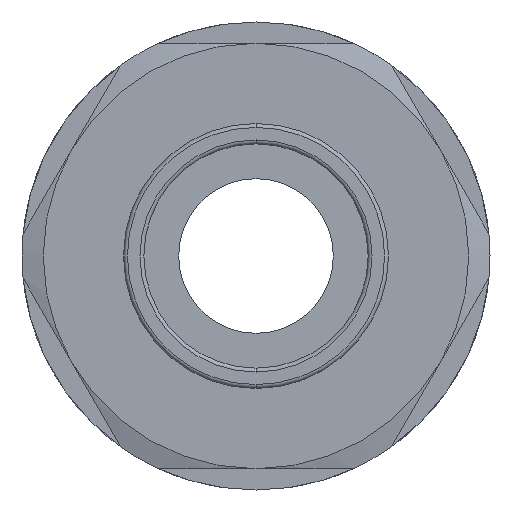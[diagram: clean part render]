
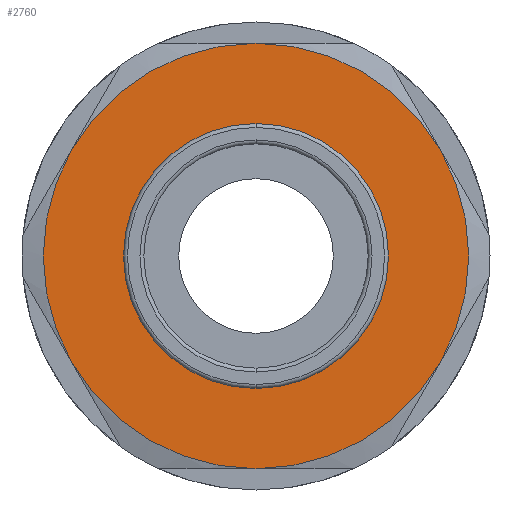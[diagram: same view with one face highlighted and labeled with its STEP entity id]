
A CAD part, front view. The second image highlights one B-rep face of the part: STEP entity #2760.
In plain terms, the highlighted planar face has unit normal (0, -1, 0).
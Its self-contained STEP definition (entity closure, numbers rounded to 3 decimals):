
#183 = EDGE_CURVE ( 'NONE', #11845, #13241, #3497, .T. ) ;
#371 = DIRECTION ( 'NONE',  ( 0., 0., 1. ) ) ;
#526 = DIRECTION ( 'NONE',  ( 0., 1., 0. ) ) ;
#806 = CARTESIAN_POINT ( 'NONE',  ( 0., -16., 6.85 ) ) ;
#814 = CARTESIAN_POINT ( 'NONE',  ( 0., -16., 11. ) ) ;
#840 = CIRCLE ( 'NONE', #2295, 11. ) ;
#1355 = CARTESIAN_POINT ( 'NONE',  ( 0., -16., 0. ) ) ;
#1479 = ORIENTED_EDGE ( 'NONE', *, *, #1948, .F. ) ;
#1948 = EDGE_CURVE ( 'NONE', #4793, #8514, #13750, .T. ) ;
#2205 = CARTESIAN_POINT ( 'NONE',  ( 0., -16., -6.85 ) ) ;
#2250 = DIRECTION ( 'NONE',  ( 0., 1., 0. ) ) ;
#2263 = EDGE_CURVE ( 'NONE', #3564, #9245, #12547, .T. ) ;
#2294 = ORIENTED_EDGE ( 'NONE', *, *, #5461, .F. ) ;
#2295 = AXIS2_PLACEMENT_3D ( 'NONE', #5566, #2250, #5488 ) ;
#2307 = ORIENTED_EDGE ( 'NONE', *, *, #183, .T. ) ;
#2495 = DIRECTION ( 'NONE',  ( 0., 0., 1. ) ) ;
#2760 = ADVANCED_FACE ( 'NONE', ( #13010, #4957 ), #7495, .T. ) ;
#2952 = DIRECTION ( 'NONE',  ( 0., 0., -1. ) ) ;
#3155 = DIRECTION ( 'NONE',  ( 0., 0., -1. ) ) ;
#3208 = CIRCLE ( 'NONE', #11622, 11. ) ;
#3440 = EDGE_CURVE ( 'NONE', #8514, #6727, #8617, .T. ) ;
#3497 = CIRCLE ( 'NONE', #4220, 6.85 ) ;
#3564 = VERTEX_POINT ( 'NONE', #6537 ) ;
#3722 = CARTESIAN_POINT ( 'NONE',  ( 0., -16., 0. ) ) ;
#4061 = CARTESIAN_POINT ( 'NONE',  ( 0., -16., 0. ) ) ;
#4220 = AXIS2_PLACEMENT_3D ( 'NONE', #14332, #526, #2952 ) ;
#4283 = CARTESIAN_POINT ( 'NONE',  ( 0., -16., 0. ) ) ;
#4499 = EDGE_LOOP ( 'NONE', ( #8985, #2307 ) ) ;
#4793 = VERTEX_POINT ( 'NONE', #814 ) ;
#4833 = CIRCLE ( 'NONE', #9609, 6.85 ) ;
#4957 = FACE_OUTER_BOUND ( 'NONE', #13224, .T. ) ;
#5164 = DIRECTION ( 'NONE',  ( 0., 0., -1. ) ) ;
#5258 = DIRECTION ( 'NONE',  ( 0., 1., 0. ) ) ;
#5301 = EDGE_CURVE ( 'NONE', #9245, #13992, #6863, .T. ) ;
#5461 = EDGE_CURVE ( 'NONE', #6727, #3564, #840, .T. ) ;
#5488 = DIRECTION ( 'NONE',  ( 0., 0., 1. ) ) ;
#5566 = CARTESIAN_POINT ( 'NONE',  ( 0., -16., 0. ) ) ;
#6537 = CARTESIAN_POINT ( 'NONE',  ( 0., -16., -11. ) ) ;
#6727 = VERTEX_POINT ( 'NONE', #10707 ) ;
#6863 = CIRCLE ( 'NONE', #8061, 11. ) ;
#7014 = DIRECTION ( 'NONE',  ( 0., 0., 1. ) ) ;
#7426 = DIRECTION ( 'NONE',  ( 0., 1., 0. ) ) ;
#7494 = AXIS2_PLACEMENT_3D ( 'NONE', #10752, #10895, #5164 ) ;
#7495 = PLANE ( 'NONE',  #7494 ) ;
#8019 = ORIENTED_EDGE ( 'NONE', *, *, #2263, .F. ) ;
#8061 = AXIS2_PLACEMENT_3D ( 'NONE', #4061, #5258, #14462 ) ;
#8122 = DIRECTION ( 'NONE',  ( 0., 1., 0. ) ) ;
#8282 = DIRECTION ( 'NONE',  ( 0., 1., 0. ) ) ;
#8366 = DIRECTION ( 'NONE',  ( 0., 1., 0. ) ) ;
#8422 = CARTESIAN_POINT ( 'NONE',  ( 0., -16., 0. ) ) ;
#8514 = VERTEX_POINT ( 'NONE', #10150 ) ;
#8519 = EDGE_CURVE ( 'NONE', #13241, #11845, #4833, .T. ) ;
#8617 = CIRCLE ( 'NONE', #12971, 11. ) ;
#8682 = AXIS2_PLACEMENT_3D ( 'NONE', #1355, #8122, #371 ) ;
#8855 = DIRECTION ( 'NONE',  ( 0., 1., 0. ) ) ;
#8985 = ORIENTED_EDGE ( 'NONE', *, *, #8519, .T. ) ;
#9199 = ORIENTED_EDGE ( 'NONE', *, *, #3440, .F. ) ;
#9245 = VERTEX_POINT ( 'NONE', #10941 ) ;
#9609 = AXIS2_PLACEMENT_3D ( 'NONE', #4283, #8855, #3155 ) ;
#10150 = CARTESIAN_POINT ( 'NONE',  ( 9.526, -16., 5.5 ) ) ;
#10511 = ORIENTED_EDGE ( 'NONE', *, *, #13851, .F. ) ;
#10707 = CARTESIAN_POINT ( 'NONE',  ( 9.526, -16., -5.5 ) ) ;
#10752 = CARTESIAN_POINT ( 'NONE',  ( 0., -16., 0. ) ) ;
#10895 = DIRECTION ( 'NONE',  ( 0., -1., 0. ) ) ;
#10941 = CARTESIAN_POINT ( 'NONE',  ( -9.526, -16., -5.5 ) ) ;
#11622 = AXIS2_PLACEMENT_3D ( 'NONE', #13020, #7426, #11750 ) ;
#11750 = DIRECTION ( 'NONE',  ( 0., 0., 1. ) ) ;
#11845 = VERTEX_POINT ( 'NONE', #806 ) ;
#12547 = CIRCLE ( 'NONE', #8682, 11. ) ;
#12789 = AXIS2_PLACEMENT_3D ( 'NONE', #3722, #8366, #7014 ) ;
#12971 = AXIS2_PLACEMENT_3D ( 'NONE', #8422, #8282, #2495 ) ;
#13010 = FACE_BOUND ( 'NONE', #4499, .T. ) ;
#13020 = CARTESIAN_POINT ( 'NONE',  ( 0., -16., 0. ) ) ;
#13224 = EDGE_LOOP ( 'NONE', ( #8019, #2294, #9199, #1479, #10511, #13373 ) ) ;
#13241 = VERTEX_POINT ( 'NONE', #2205 ) ;
#13373 = ORIENTED_EDGE ( 'NONE', *, *, #5301, .F. ) ;
#13394 = CARTESIAN_POINT ( 'NONE',  ( -9.526, -16., 5.5 ) ) ;
#13750 = CIRCLE ( 'NONE', #12789, 11. ) ;
#13851 = EDGE_CURVE ( 'NONE', #13992, #4793, #3208, .T. ) ;
#13992 = VERTEX_POINT ( 'NONE', #13394 ) ;
#14332 = CARTESIAN_POINT ( 'NONE',  ( 0., -16., 0. ) ) ;
#14462 = DIRECTION ( 'NONE',  ( 0., 0., 1. ) ) ;
